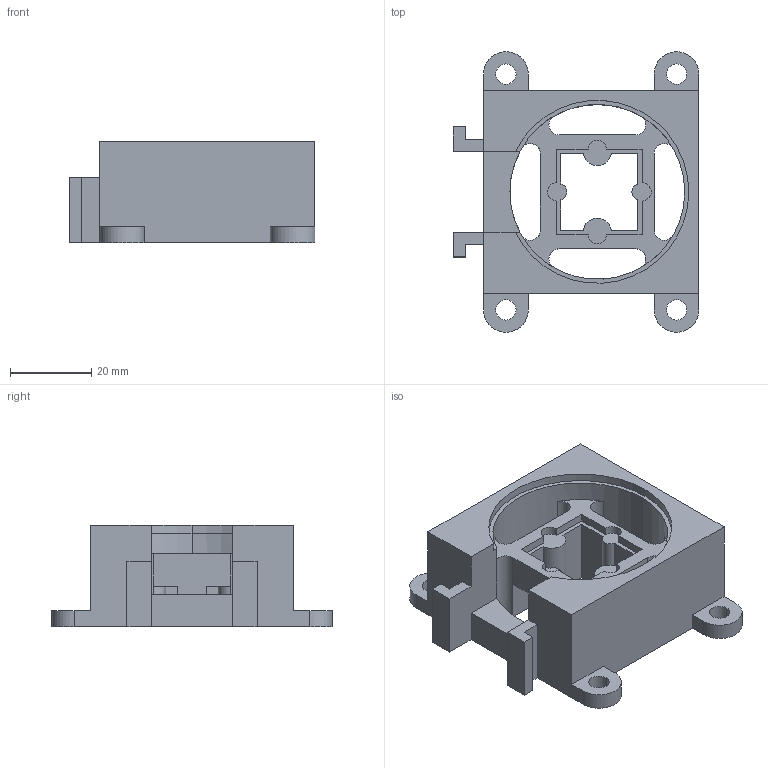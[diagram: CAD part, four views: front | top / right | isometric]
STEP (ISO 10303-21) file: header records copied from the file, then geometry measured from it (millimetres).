
FILE_DESCRIPTION(('CATIA V5 STEP Exchange'),'2;1');
FILE_NAME('circularled_frame_v2.stp','2017-01-07T18:46:24+00:00',('none'),('none'),'CATIA Version 5 Release 20 GA (IN-10)','CATIA V5 STEP AP203','none');
FILE_SCHEMA(('CONFIG_CONTROL_DESIGN'));
Length unit declared in the file: millimetre
Products named in the file (1): circularled_frame
Bounding box: 60.5 x 69 x 25 mm (x, y, z)
Volume: 38199 mm3; surface area: 16457.6 mm2
Topology: 1 solids, 1 shells, 89 faces, 275 edges, 184 vertices
Faces by surface type: plane 57, cylinder 32
Entity records: 2943 total; most frequent: ORIENTED_EDGE 550, CARTESIAN_POINT 521, DIRECTION 397, EDGE_CURVE 275, VECTOR 199, LINE 199, VERTEX_POINT 184, AXIS2_PLACEMENT_3D 138
